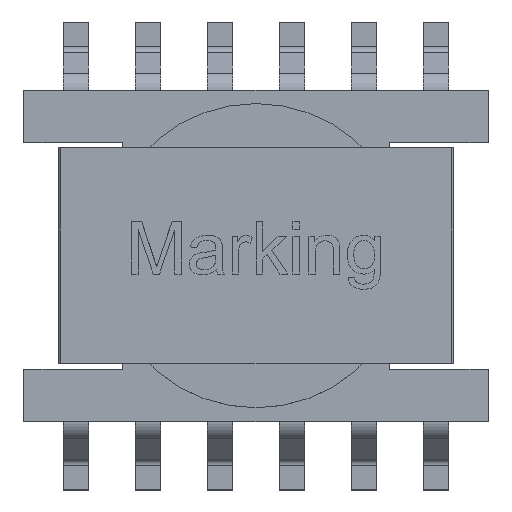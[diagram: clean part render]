
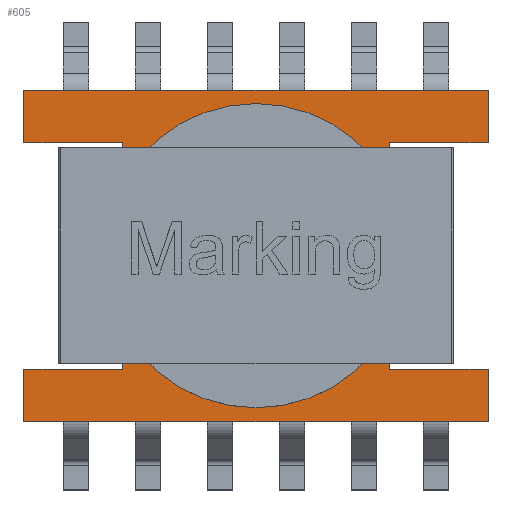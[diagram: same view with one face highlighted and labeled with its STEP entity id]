
A CAD part, top view. The second image highlights one B-rep face of the part: STEP entity #605.
In plain terms, the highlighted planar face has unit normal (0, 0, 1).
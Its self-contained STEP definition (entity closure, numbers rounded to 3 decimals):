
#605 = ADVANCED_FACE( '', ( #1298, #1299 ), #1300, .T. );
#1298 = FACE_BOUND( '', #2129, .T. );
#1299 = FACE_OUTER_BOUND( '', #2130, .T. );
#1300 = PLANE( '', #2131 );
#2129 = EDGE_LOOP( '', ( #3782 ) );
#2130 = EDGE_LOOP( '', ( #3783, #3784, #3785, #3786, #3787, #3788, #3789, #3790, #3791, #3792, #3793, #3794, #3795, #3796, #3797, #3798 ) );
#2131 = AXIS2_PLACEMENT_3D( '', #3799, #3800, #3801 );
#3782 = ORIENTED_EDGE( '', *, *, #5466, .F. );
#3783 = ORIENTED_EDGE( '', *, *, #5782, .F. );
#3784 = ORIENTED_EDGE( '', *, *, #5484, .F. );
#3785 = ORIENTED_EDGE( '', *, *, #5673, .T. );
#3786 = ORIENTED_EDGE( '', *, *, #5605, .T. );
#3787 = ORIENTED_EDGE( '', *, *, #5783, .F. );
#3788 = ORIENTED_EDGE( '', *, *, #5784, .F. );
#3789 = ORIENTED_EDGE( '', *, *, #5676, .T. );
#3790 = ORIENTED_EDGE( '', *, *, #5743, .T. );
#3791 = ORIENTED_EDGE( '', *, *, #5194, .F. );
#3792 = ORIENTED_EDGE( '', *, *, #5236, .F. );
#3793 = ORIENTED_EDGE( '', *, *, #5785, .F. );
#3794 = ORIENTED_EDGE( '', *, *, #5786, .T. );
#3795 = ORIENTED_EDGE( '', *, *, #5787, .T. );
#3796 = ORIENTED_EDGE( '', *, *, #5788, .F. );
#3797 = ORIENTED_EDGE( '', *, *, #5789, .F. );
#3798 = ORIENTED_EDGE( '', *, *, #5790, .T. );
#3799 = CARTESIAN_POINT( '', ( 0., -4.225, 0.45 ) );
#3800 = DIRECTION( '', ( 0., 0., 1. ) );
#3801 = DIRECTION( '', ( 1., 0., 0. ) );
#5194 = EDGE_CURVE( '', #6139, #6142, #6143, .T. );
#5236 = EDGE_CURVE( '', #6215, #6139, #6217, .T. );
#5466 = EDGE_CURVE( '', #6613, #6613, #6614, .T. );
#5484 = EDGE_CURVE( '', #6642, #6644, #6645, .T. );
#5605 = EDGE_CURVE( '', #6841, #6838, #6842, .T. );
#5673 = EDGE_CURVE( '', #6642, #6841, #6943, .T. );
#5676 = EDGE_CURVE( '', #6948, #6946, #6949, .T. );
#5743 = EDGE_CURVE( '', #6946, #6142, #7048, .T. );
#5782 = EDGE_CURVE( '', #6644, #7102, #7103, .T. );
#5783 = EDGE_CURVE( '', #7104, #6838, #7105, .T. );
#5784 = EDGE_CURVE( '', #6948, #7104, #7106, .T. );
#5785 = EDGE_CURVE( '', #7107, #6215, #7108, .T. );
#5786 = EDGE_CURVE( '', #7107, #7109, #7110, .T. );
#5787 = EDGE_CURVE( '', #7109, #7111, #7112, .T. );
#5788 = EDGE_CURVE( '', #7113, #7111, #7114, .T. );
#5789 = EDGE_CURVE( '', #7115, #7113, #7116, .T. );
#5790 = EDGE_CURVE( '', #7115, #7102, #7117, .T. );
#6139 = VERTEX_POINT( '', #7541 );
#6142 = VERTEX_POINT( '', #7545 );
#6143 = CIRCLE( '', #7546, 4.225 );
#6215 = VERTEX_POINT( '', #7746 );
#6217 = LINE( '', #7749, #7750 );
#6613 = VERTEX_POINT( '', #8468 );
#6614 = CIRCLE( '', #8469, 3.7 );
#6642 = VERTEX_POINT( '', #8508 );
#6644 = VERTEX_POINT( '', #8511 );
#6645 = LINE( '', #8512, #8513 );
#6838 = VERTEX_POINT( '', #8790 );
#6841 = VERTEX_POINT( '', #8794 );
#6842 = LINE( '', #8795, #8796 );
#6943 = LINE( '', #8973, #8974 );
#6946 = VERTEX_POINT( '', #8978 );
#6948 = VERTEX_POINT( '', #8981 );
#6949 = LINE( '', #8982, #8983 );
#7048 = LINE( '', #9154, #9155 );
#7102 = VERTEX_POINT( '', #9241 );
#7103 = CIRCLE( '', #9242, 4.225 );
#7104 = VERTEX_POINT( '', #9243 );
#7105 = LINE( '', #9244, #9245 );
#7106 = LINE( '', #9246, #9247 );
#7107 = VERTEX_POINT( '', #9248 );
#7108 = LINE( '', #9249, #9250 );
#7109 = VERTEX_POINT( '', #9251 );
#7110 = LINE( '', #9252, #9253 );
#7111 = VERTEX_POINT( '', #9254 );
#7112 = LINE( '', #9255, #9256 );
#7113 = VERTEX_POINT( '', #9257 );
#7114 = LINE( '', #9258, #9259 );
#7115 = VERTEX_POINT( '', #9260 );
#7116 = LINE( '', #9261, #9262 );
#7117 = LINE( '', #9263, #9264 );
#7541 = CARTESIAN_POINT( '', ( 3.7, 2.04, 0.45 ) );
#7545 = CARTESIAN_POINT( '', ( 3.7, -2.04, 0.45 ) );
#7546 = AXIS2_PLACEMENT_3D( '', #10014, #10015, #10016 );
#7746 = CARTESIAN_POINT( '', ( 3.7, 3.15, 0.45 ) );
#7749 = CARTESIAN_POINT( '', ( 3.7, 3.15, 0.45 ) );
#7750 = VECTOR( '', #10044, 1000. );
#8468 = CARTESIAN_POINT( '', ( 3.7, 0., 0.45 ) );
#8469 = AXIS2_PLACEMENT_3D( '', #10273, #10274, #10275 );
#8508 = CARTESIAN_POINT( '', ( -3.7, -3.15, 0.45 ) );
#8511 = CARTESIAN_POINT( '', ( -3.7, -2.04, 0.45 ) );
#8512 = CARTESIAN_POINT( '', ( -3.7, -3.15, 0.45 ) );
#8513 = VECTOR( '', #10291, 1000. );
#8790 = CARTESIAN_POINT( '', ( -6.45, -4.6, 0.45 ) );
#8794 = CARTESIAN_POINT( '', ( -6.45, -3.15, 0.45 ) );
#8795 = CARTESIAN_POINT( '', ( -6.45, -3.15, 0.45 ) );
#8796 = VECTOR( '', #10415, 1000. );
#8973 = CARTESIAN_POINT( '', ( 6.45, -3.15, 0.45 ) );
#8974 = VECTOR( '', #10484, 1000. );
#8978 = CARTESIAN_POINT( '', ( 3.7, -3.15, 0.45 ) );
#8981 = CARTESIAN_POINT( '', ( 6.45, -3.15, 0.45 ) );
#8982 = CARTESIAN_POINT( '', ( 6.45, -3.15, 0.45 ) );
#8983 = VECTOR( '', #10487, 1000. );
#9154 = CARTESIAN_POINT( '', ( 3.7, -3.15, 0.45 ) );
#9155 = VECTOR( '', #10567, 1000. );
#9241 = CARTESIAN_POINT( '', ( -3.7, 2.04, 0.45 ) );
#9242 = AXIS2_PLACEMENT_3D( '', #10601, #10602, #10603 );
#9243 = CARTESIAN_POINT( '', ( 6.45, -4.6, 0.45 ) );
#9244 = CARTESIAN_POINT( '', ( 6.45, -4.6, 0.45 ) );
#9245 = VECTOR( '', #10604, 1000. );
#9246 = CARTESIAN_POINT( '', ( 6.45, -3.15, 0.45 ) );
#9247 = VECTOR( '', #10605, 1000. );
#9248 = CARTESIAN_POINT( '', ( 6.45, 3.15, 0.45 ) );
#9249 = CARTESIAN_POINT( '', ( 6.45, 3.15, 0.45 ) );
#9250 = VECTOR( '', #10606, 1000. );
#9251 = CARTESIAN_POINT( '', ( 6.45, 4.6, 0.45 ) );
#9252 = CARTESIAN_POINT( '', ( 6.45, 3.15, 0.45 ) );
#9253 = VECTOR( '', #10607, 1000. );
#9254 = CARTESIAN_POINT( '', ( -6.45, 4.6, 0.45 ) );
#9255 = CARTESIAN_POINT( '', ( 6.45, 4.6, 0.45 ) );
#9256 = VECTOR( '', #10608, 1000. );
#9257 = CARTESIAN_POINT( '', ( -6.45, 3.15, 0.45 ) );
#9258 = CARTESIAN_POINT( '', ( -6.45, 3.15, 0.45 ) );
#9259 = VECTOR( '', #10609, 1000. );
#9260 = CARTESIAN_POINT( '', ( -3.7, 3.15, 0.45 ) );
#9261 = CARTESIAN_POINT( '', ( 6.45, 3.15, 0.45 ) );
#9262 = VECTOR( '', #10610, 1000. );
#9263 = CARTESIAN_POINT( '', ( -3.7, 3.15, 0.45 ) );
#9264 = VECTOR( '', #10611, 1000. );
#10014 = CARTESIAN_POINT( '', ( 0., 0., 0.45 ) );
#10015 = DIRECTION( '', ( 0., 0., -1. ) );
#10016 = DIRECTION( '', ( -1., 0., 0. ) );
#10044 = DIRECTION( '', ( 0., -1., 0. ) );
#10273 = CARTESIAN_POINT( '', ( 0., 0., 0.45 ) );
#10274 = DIRECTION( '', ( 0., 0., 1. ) );
#10275 = DIRECTION( '', ( 1., 0., 0. ) );
#10291 = DIRECTION( '', ( 0., 1., 0. ) );
#10415 = DIRECTION( '', ( 0., -1., 0. ) );
#10484 = DIRECTION( '', ( -1., 0., 0. ) );
#10487 = DIRECTION( '', ( -1., 0., 0. ) );
#10567 = DIRECTION( '', ( 0., 1., 0. ) );
#10601 = CARTESIAN_POINT( '', ( 0., 0., 0.45 ) );
#10602 = DIRECTION( '', ( 0., 0., -1. ) );
#10603 = DIRECTION( '', ( -1., 0., 0. ) );
#10604 = DIRECTION( '', ( -1., 0., 0. ) );
#10605 = DIRECTION( '', ( 0., -1., 0. ) );
#10606 = DIRECTION( '', ( -1., 0., 0. ) );
#10607 = DIRECTION( '', ( 0., 1., 0. ) );
#10608 = DIRECTION( '', ( -1., 0., 0. ) );
#10609 = DIRECTION( '', ( 0., 1., 0. ) );
#10610 = DIRECTION( '', ( -1., 0., 0. ) );
#10611 = DIRECTION( '', ( 0., -1., 0. ) );
